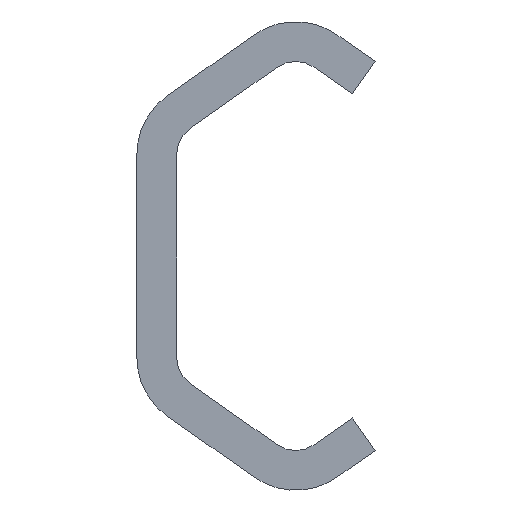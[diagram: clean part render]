
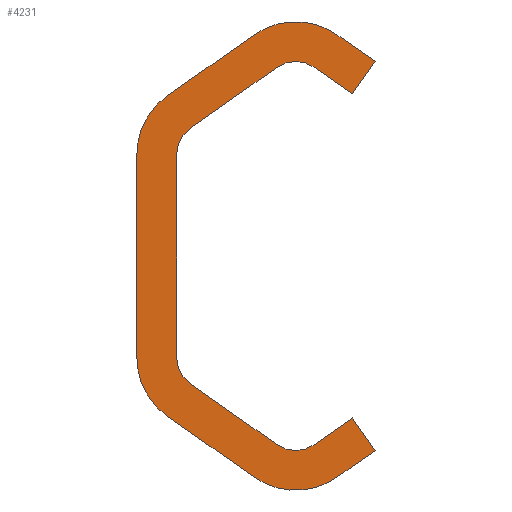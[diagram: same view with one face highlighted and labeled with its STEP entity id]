
A CAD part, left-side view. The second image highlights one B-rep face of the part: STEP entity #4231.
In plain terms, the highlighted planar face has unit normal (-1, 0, 0).
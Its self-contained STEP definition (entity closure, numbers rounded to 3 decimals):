
#3283=CARTESIAN_POINT('',(0.0,-5.0,12.246));
#3284=VERTEX_POINT('',#3283);
#3291=CARTESIAN_POINT('',(0.0,-3.567,10.2));
#3292=VERTEX_POINT('',#3291);
#3293=CARTESIAN_POINT('',(0.0,-5.0,12.246));
#3294=DIRECTION('',(0.0,0.574,-0.819));
#3295=VECTOR('',#3294,2.498);
#3296=LINE('',#3293,#3295);
#3297=EDGE_CURVE('',#3284,#3292,#3296,.T.);
#3321=CARTESIAN_POINT('',(0.0,-2.599,13.93));
#3322=VERTEX_POINT('',#3321);
#3329=CARTESIAN_POINT('',(0.0,-2.599,13.93));
#3330=DIRECTION('',(0.0,-0.819,-0.574));
#3331=VECTOR('',#3330,2.932);
#3332=LINE('',#3329,#3331);
#3333=EDGE_CURVE('',#3322,#3284,#3332,.T.);
#3353=CARTESIAN_POINT('',(0.0,2.596,13.932));
#3354=VERTEX_POINT('',#3353);
#3361=CARTESIAN_POINT('',(0.0,0.,10.222));
#3362=DIRECTION('',(1.0,0.0,0.0));
#3363=DIRECTION('',(0.0,0.573,0.819));
#3364=AXIS2_PLACEMENT_3D('',#3361,#3362,#3363);
#3365=CIRCLE('',#3364,4.528);
#3366=EDGE_CURVE('',#3354,#3322,#3365,.T.);
#3385=CARTESIAN_POINT('',(0.0,8.068,10.102));
#3386=VERTEX_POINT('',#3385);
#3393=CARTESIAN_POINT('',(0.0,8.068,10.102));
#3394=DIRECTION('',(0.0,-0.819,0.573));
#3395=VECTOR('',#3394,6.679);
#3396=LINE('',#3393,#3395);
#3397=EDGE_CURVE('',#3386,#3354,#3396,.T.);
#3417=CARTESIAN_POINT('',(0.0,10.0,6.392));
#3418=VERTEX_POINT('',#3417);
#3425=CARTESIAN_POINT('',(0.0,5.472,6.392));
#3426=DIRECTION('',(1.0,0.0,0.0));
#3427=DIRECTION('',(0.0,1.0,0.0));
#3428=AXIS2_PLACEMENT_3D('',#3425,#3426,#3427);
#3429=CIRCLE('',#3428,4.528);
#3430=EDGE_CURVE('',#3418,#3386,#3429,.T.);
#3449=CARTESIAN_POINT('',(0.0,10.0,-6.393));
#3450=VERTEX_POINT('',#3449);
#3457=CARTESIAN_POINT('',(0.0,10.0,-6.393));
#3458=DIRECTION('',(0.0,0.0,1.0));
#3459=VECTOR('',#3458,12.785);
#3460=LINE('',#3457,#3459);
#3461=EDGE_CURVE('',#3450,#3418,#3460,.T.);
#3631=CARTESIAN_POINT('',(0.0,8.069,-10.102));
#3632=VERTEX_POINT('',#3631);
#3639=CARTESIAN_POINT('',(0.0,5.472,-6.393));
#3640=DIRECTION('',(1.0,0.0,0.0));
#3641=DIRECTION('',(0.0,0.574,-0.819));
#3642=AXIS2_PLACEMENT_3D('',#3639,#3640,#3641);
#3643=CIRCLE('',#3642,4.528);
#3644=EDGE_CURVE('',#3632,#3450,#3643,.T.);
#3663=CARTESIAN_POINT('',(0.0,2.599,-13.932));
#3664=VERTEX_POINT('',#3663);
#3671=CARTESIAN_POINT('',(0.0,2.599,-13.932));
#3672=DIRECTION('',(0.0,0.819,0.574));
#3673=VECTOR('',#3672,6.678);
#3674=LINE('',#3671,#3673);
#3675=EDGE_CURVE('',#3664,#3632,#3674,.T.);
#3695=CARTESIAN_POINT('',(0.0,-2.598,-13.931));
#3696=VERTEX_POINT('',#3695);
#3703=CARTESIAN_POINT('',(0.0,0.002,-10.223));
#3704=DIRECTION('',(1.0,0.0,0.0));
#3705=DIRECTION('',(0.0,-0.574,-0.819));
#3706=AXIS2_PLACEMENT_3D('',#3703,#3704,#3705);
#3707=CIRCLE('',#3706,4.528);
#3708=EDGE_CURVE('',#3696,#3664,#3707,.T.);
#3727=CARTESIAN_POINT('',(0.0,-5.0,-12.246));
#3728=VERTEX_POINT('',#3727);
#3735=CARTESIAN_POINT('',(0.0,-5.0,-12.246));
#3736=DIRECTION('',(0.0,0.819,-0.574));
#3737=VECTOR('',#3736,2.934);
#3738=LINE('',#3735,#3737);
#3739=EDGE_CURVE('',#3728,#3696,#3738,.T.);
#3758=CARTESIAN_POINT('',(0.0,-3.567,-10.2));
#3759=VERTEX_POINT('',#3758);
#3766=CARTESIAN_POINT('',(0.0,-3.567,-10.2));
#3767=DIRECTION('',(0.0,-0.574,-0.819));
#3768=VECTOR('',#3767,2.498);
#3769=LINE('',#3766,#3768);
#3770=EDGE_CURVE('',#3759,#3728,#3769,.T.);
#3789=CARTESIAN_POINT('',(0.0,-1.163,-11.883));
#3790=VERTEX_POINT('',#3789);
#3797=CARTESIAN_POINT('',(0.0,-1.163,-11.883));
#3798=DIRECTION('',(0.0,-0.819,0.574));
#3799=VECTOR('',#3798,2.935);
#3800=LINE('',#3797,#3799);
#3801=EDGE_CURVE('',#3790,#3759,#3800,.T.);
#3821=CARTESIAN_POINT('',(0.0,1.163,-11.883));
#3822=VERTEX_POINT('',#3821);
#3829=CARTESIAN_POINT('',(0.0,0.,-10.222));
#3830=DIRECTION('',(-1.0,0.0,0.0));
#3831=DIRECTION('',(0.0,0.574,0.819));
#3832=AXIS2_PLACEMENT_3D('',#3829,#3830,#3831);
#3833=CIRCLE('',#3832,2.028);
#3834=EDGE_CURVE('',#3822,#3790,#3833,.T.);
#3853=CARTESIAN_POINT('',(0.0,6.635,-8.052));
#3854=VERTEX_POINT('',#3853);
#3861=CARTESIAN_POINT('',(0.0,6.635,-8.052));
#3862=DIRECTION('',(0.0,-0.819,-0.574));
#3863=VECTOR('',#3862,6.68);
#3864=LINE('',#3861,#3863);
#3865=EDGE_CURVE('',#3854,#3822,#3864,.T.);
#3885=CARTESIAN_POINT('',(0.0,7.5,-6.39));
#3886=VERTEX_POINT('',#3885);
#3893=CARTESIAN_POINT('',(0.0,5.472,-6.39));
#3894=DIRECTION('',(-1.0,0.0,0.0));
#3895=DIRECTION('',(0.0,-0.574,0.819));
#3896=AXIS2_PLACEMENT_3D('',#3893,#3894,#3895);
#3897=CIRCLE('',#3896,2.028);
#3898=EDGE_CURVE('',#3886,#3854,#3897,.T.);
#3917=CARTESIAN_POINT('',(0.0,7.5,6.39));
#3918=VERTEX_POINT('',#3917);
#3925=CARTESIAN_POINT('',(0.0,7.5,6.39));
#3926=DIRECTION('',(0.0,0.0,-1.0));
#3927=VECTOR('',#3926,12.781);
#3928=LINE('',#3925,#3927);
#3929=EDGE_CURVE('',#3918,#3886,#3928,.T.);
#4099=CARTESIAN_POINT('',(0.0,6.635,8.052));
#4100=VERTEX_POINT('',#4099);
#4107=CARTESIAN_POINT('',(0.0,5.472,6.39));
#4108=DIRECTION('',(-1.0,0.0,0.0));
#4109=DIRECTION('',(0.0,-1.0,0.0));
#4110=AXIS2_PLACEMENT_3D('',#4107,#4108,#4109);
#4111=CIRCLE('',#4110,2.028);
#4112=EDGE_CURVE('',#4100,#3918,#4111,.T.);
#4131=CARTESIAN_POINT('',(0.0,1.163,11.883));
#4132=VERTEX_POINT('',#4131);
#4139=CARTESIAN_POINT('',(0.0,1.163,11.883));
#4140=DIRECTION('',(0.0,0.819,-0.574));
#4141=VECTOR('',#4140,6.68);
#4142=LINE('',#4139,#4141);
#4143=EDGE_CURVE('',#4132,#4100,#4142,.T.);
#4163=CARTESIAN_POINT('',(0.0,-1.163,11.883));
#4164=VERTEX_POINT('',#4163);
#4171=CARTESIAN_POINT('',(0.0,0.,10.222));
#4172=DIRECTION('',(-1.0,0.0,0.0));
#4173=DIRECTION('',(0.0,-0.574,-0.819));
#4174=AXIS2_PLACEMENT_3D('',#4171,#4172,#4173);
#4175=CIRCLE('',#4174,2.028);
#4176=EDGE_CURVE('',#4164,#4132,#4175,.T.);
#4194=CARTESIAN_POINT('',(0.0,-3.567,10.2));
#4195=DIRECTION('',(0.0,0.819,0.574));
#4196=VECTOR('',#4195,2.935);
#4197=LINE('',#4194,#4196);
#4198=EDGE_CURVE('',#3292,#4164,#4197,.T.);
#4204=CARTESIAN_POINT('',(0.0,4.08,0.));
#4205=DIRECTION('',(1.0,0.0,0.0));
#4206=DIRECTION('',(0.0,0.0,-1.0));
#4207=AXIS2_PLACEMENT_3D('',#4204,#4205,#4206);
#4208=PLANE('',#4207);
#4209=ORIENTED_EDGE('',*,*,#4198,.F.);
#4210=ORIENTED_EDGE('',*,*,#3297,.F.);
#4211=ORIENTED_EDGE('',*,*,#3333,.F.);
#4212=ORIENTED_EDGE('',*,*,#3366,.F.);
#4213=ORIENTED_EDGE('',*,*,#3397,.F.);
#4214=ORIENTED_EDGE('',*,*,#3430,.F.);
#4215=ORIENTED_EDGE('',*,*,#3461,.F.);
#4216=ORIENTED_EDGE('',*,*,#3644,.F.);
#4217=ORIENTED_EDGE('',*,*,#3675,.F.);
#4218=ORIENTED_EDGE('',*,*,#3708,.F.);
#4219=ORIENTED_EDGE('',*,*,#3739,.F.);
#4220=ORIENTED_EDGE('',*,*,#3770,.F.);
#4221=ORIENTED_EDGE('',*,*,#3801,.F.);
#4222=ORIENTED_EDGE('',*,*,#3834,.F.);
#4223=ORIENTED_EDGE('',*,*,#3865,.F.);
#4224=ORIENTED_EDGE('',*,*,#3898,.F.);
#4225=ORIENTED_EDGE('',*,*,#3929,.F.);
#4226=ORIENTED_EDGE('',*,*,#4112,.F.);
#4227=ORIENTED_EDGE('',*,*,#4143,.F.);
#4228=ORIENTED_EDGE('',*,*,#4176,.F.);
#4229=EDGE_LOOP('',(#4209,#4210,#4211,#4212,#4213,#4214,#4215,#4216,#4217,#4218,#4219,#4220,#4221,#4222,#4223,#4224,#4225,#4226,#4227,#4228));
#4230=FACE_OUTER_BOUND('',#4229,.T.);
#4231=ADVANCED_FACE('',(#4230),#4208,.F.);
